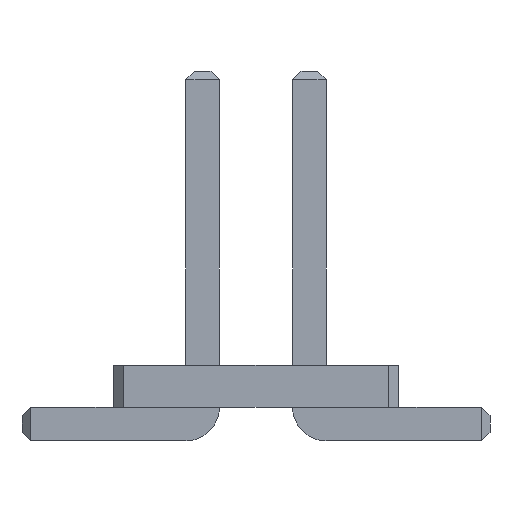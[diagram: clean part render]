
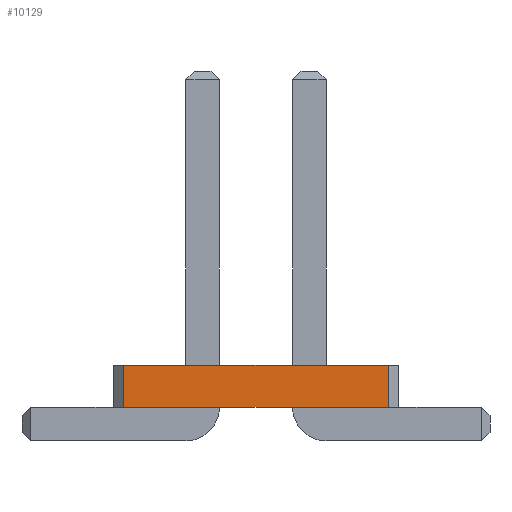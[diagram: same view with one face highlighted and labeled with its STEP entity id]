
A CAD part, front view. The second image highlights one B-rep face of the part: STEP entity #10129.
In plain terms, the highlighted planar face has unit normal (0, -1, 0).
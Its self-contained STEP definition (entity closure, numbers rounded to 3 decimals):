
#1862 = VERTEX_POINT('',#1863);
#1863 = CARTESIAN_POINT('',(1.573,-15.24,0.4));
#1869 = EDGE_CURVE('',#1870,#1862,#1872,.T.);
#1870 = VERTEX_POINT('',#1871);
#1871 = CARTESIAN_POINT('',(-1.573,-15.24,0.4));
#1872 = LINE('',#1873,#1874);
#1873 = CARTESIAN_POINT('',(-1.573,-15.24,0.4));
#1874 = VECTOR('',#1875,1.);
#1875 = DIRECTION('',(1.,0.,0.));
#4158 = VERTEX_POINT('',#4159);
#4159 = CARTESIAN_POINT('',(1.573,-15.24,0.9));
#4165 = EDGE_CURVE('',#4166,#4158,#4168,.T.);
#4166 = VERTEX_POINT('',#4167);
#4167 = CARTESIAN_POINT('',(-1.573,-15.24,0.9));
#4168 = LINE('',#4169,#4170);
#4169 = CARTESIAN_POINT('',(-1.573,-15.24,0.9));
#4170 = VECTOR('',#4171,1.);
#4171 = DIRECTION('',(1.,0.,0.));
#10118 = EDGE_CURVE('',#1870,#4166,#10119,.T.);
#10119 = LINE('',#10120,#10121);
#10120 = CARTESIAN_POINT('',(-1.573,-15.24,0.4));
#10121 = VECTOR('',#10122,1.);
#10122 = DIRECTION('',(0.,0.,1.));
#10129 = ADVANCED_FACE('',(#10130),#10141,.F.);
#10130 = FACE_BOUND('',#10131,.F.);
#10131 = EDGE_LOOP('',(#10132,#10133,#10134,#10140));
#10132 = ORIENTED_EDGE('',*,*,#10118,.T.);
#10133 = ORIENTED_EDGE('',*,*,#4165,.T.);
#10134 = ORIENTED_EDGE('',*,*,#10135,.F.);
#10135 = EDGE_CURVE('',#1862,#4158,#10136,.T.);
#10136 = LINE('',#10137,#10138);
#10137 = CARTESIAN_POINT('',(1.573,-15.24,0.4));
#10138 = VECTOR('',#10139,1.);
#10139 = DIRECTION('',(0.,0.,1.));
#10140 = ORIENTED_EDGE('',*,*,#1869,.F.);
#10141 = PLANE('',#10142);
#10142 = AXIS2_PLACEMENT_3D('',#10143,#10144,#10145);
#10143 = CARTESIAN_POINT('',(-1.573,-15.24,0.4));
#10144 = DIRECTION('',(0.,1.,0.));
#10145 = DIRECTION('',(1.,0.,0.));
